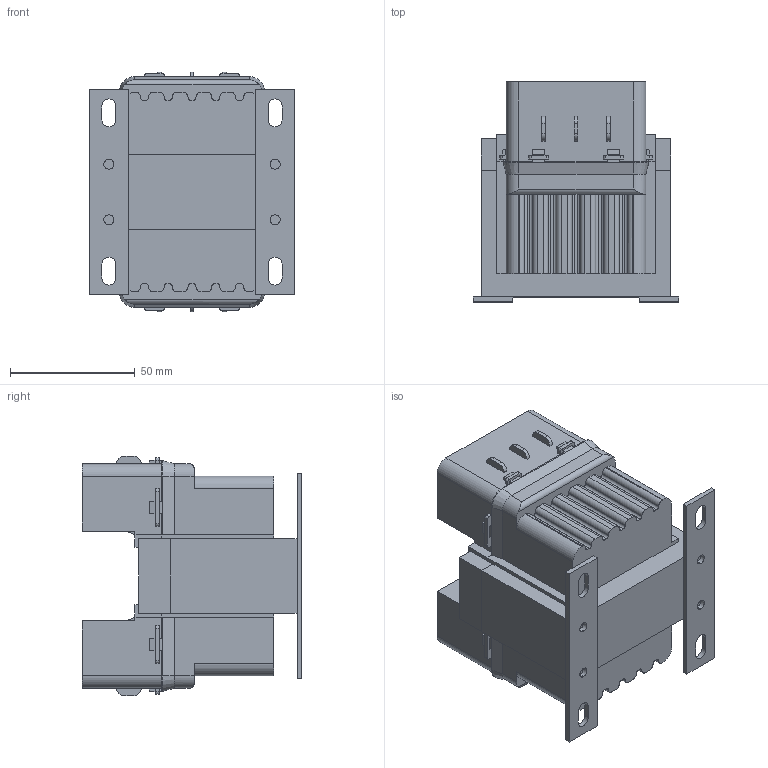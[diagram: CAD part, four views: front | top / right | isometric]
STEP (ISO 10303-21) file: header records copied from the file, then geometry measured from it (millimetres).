
FILE_DESCRIPTION (( 'STEP AP214' ), '1' );
FILE_NAME ('PH75MQMJ.step', '2017-08-10T15:49:17', ( '' ), ( '' ), 'SwSTEP 2.0', 'SolidWorks 2017', '' );
FILE_SCHEMA (( 'AUTOMOTIVE_DESIGN' ));
Length unit declared in the file: inch
Products named in the file (1): PH75MQMJ
Bounding box: 82.55 x 88.25 x 96 mm (x, y, z)
Volume: 381493.1 mm3; surface area: 72235.8 mm2
Topology: 8 solids, 8 shells, 386 faces, 1074 edges, 710 vertices
Faces by surface type: plane 276, cylinder 102, bspline 4, cone 4
Entity records: 12597 total; most frequent: CARTESIAN_POINT 2357, ORIENTED_EDGE 2148, DIRECTION 2024, EDGE_CURVE 1074, LINE 862, VECTOR 862, VERTEX_POINT 710, AXIS2_PLACEMENT_3D 581
